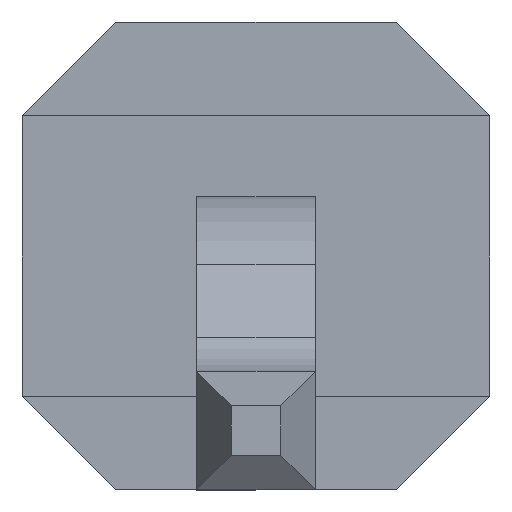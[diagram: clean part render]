
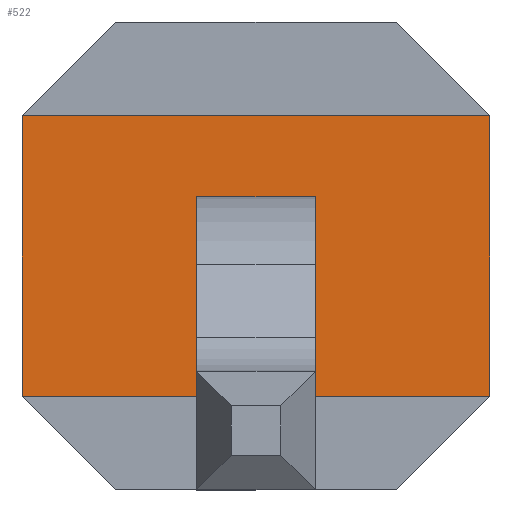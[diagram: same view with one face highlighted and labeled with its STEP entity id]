
A CAD part, left-side view. The second image highlights one B-rep face of the part: STEP entity #522.
In plain terms, the highlighted planar face has unit normal (-1, 0, 0).
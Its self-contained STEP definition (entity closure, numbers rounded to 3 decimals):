
#109 = VERTEX_POINT('',#110);
#110 = CARTESIAN_POINT('',(2.711,-1.25,2.));
#155 = VERTEX_POINT('',#156);
#156 = CARTESIAN_POINT('',(2.711,1.25,2.));
#285 = EDGE_CURVE('',#155,#109,#286,.T.);
#286 = LINE('',#287,#288);
#287 = CARTESIAN_POINT('',(2.711,1.3,2.));
#288 = VECTOR('',#289,1.);
#289 = DIRECTION('',(0.,-1.,0.));
#301 = EDGE_CURVE('',#302,#109,#304,.T.);
#302 = VERTEX_POINT('',#303);
#303 = CARTESIAN_POINT('',(2.711,-1.25,0.5));
#304 = LINE('',#305,#306);
#305 = CARTESIAN_POINT('',(2.711,-1.25,0.875));
#306 = VECTOR('',#307,1.);
#307 = DIRECTION('',(0.,0.,1.));
#325 = EDGE_CURVE('',#155,#326,#328,.T.);
#326 = VERTEX_POINT('',#327);
#327 = CARTESIAN_POINT('',(2.711,1.25,0.5));
#328 = LINE('',#329,#330);
#329 = CARTESIAN_POINT('',(2.711,1.25,1.625));
#330 = VECTOR('',#331,1.);
#331 = DIRECTION('',(0.,0.,-1.));
#430 = EDGE_CURVE('',#431,#433,#435,.T.);
#431 = VERTEX_POINT('',#432);
#432 = CARTESIAN_POINT('',(2.711,-0.318,0.933));
#433 = VERTEX_POINT('',#434);
#434 = CARTESIAN_POINT('',(2.711,0.318,0.933));
#435 = LINE('',#436,#437);
#436 = CARTESIAN_POINT('',(2.711,-0.159,0.933));
#437 = VECTOR('',#438,1.);
#438 = DIRECTION('',(0.,1.,0.));
#461 = EDGE_CURVE('',#433,#462,#464,.T.);
#462 = VERTEX_POINT('',#463);
#463 = CARTESIAN_POINT('',(2.711,0.318,1.568));
#464 = LINE('',#465,#466);
#465 = CARTESIAN_POINT('',(2.711,0.318,1.091));
#466 = VECTOR('',#467,1.);
#467 = DIRECTION('',(0.,0.,1.));
#485 = EDGE_CURVE('',#462,#486,#488,.T.);
#486 = VERTEX_POINT('',#487);
#487 = CARTESIAN_POINT('',(2.711,-0.318,1.568));
#488 = LINE('',#489,#490);
#489 = CARTESIAN_POINT('',(2.711,0.159,1.568));
#490 = VECTOR('',#491,1.);
#491 = DIRECTION('',(0.,-1.,0.));
#509 = EDGE_CURVE('',#486,#431,#510,.T.);
#510 = LINE('',#511,#512);
#511 = CARTESIAN_POINT('',(2.711,-0.318,1.409));
#512 = VECTOR('',#513,1.);
#513 = DIRECTION('',(0.,0.,-1.));
#522 = ADVANCED_FACE('',(#523,#534),#540,.F.);
#523 = FACE_BOUND('',#524,.F.);
#524 = EDGE_LOOP('',(#525,#526,#527,#528));
#525 = ORIENTED_EDGE('',*,*,#325,.F.);
#526 = ORIENTED_EDGE('',*,*,#285,.T.);
#527 = ORIENTED_EDGE('',*,*,#301,.F.);
#528 = ORIENTED_EDGE('',*,*,#529,.T.);
#529 = EDGE_CURVE('',#302,#326,#530,.T.);
#530 = LINE('',#531,#532);
#531 = CARTESIAN_POINT('',(2.711,-1.3,0.5));
#532 = VECTOR('',#533,1.);
#533 = DIRECTION('',(0.,1.,0.));
#534 = FACE_BOUND('',#535,.F.);
#535 = EDGE_LOOP('',(#536,#537,#538,#539));
#536 = ORIENTED_EDGE('',*,*,#430,.F.);
#537 = ORIENTED_EDGE('',*,*,#509,.F.);
#538 = ORIENTED_EDGE('',*,*,#485,.F.);
#539 = ORIENTED_EDGE('',*,*,#461,.F.);
#540 = PLANE('',#541);
#541 = AXIS2_PLACEMENT_3D('',#542,#543,#544);
#542 = CARTESIAN_POINT('',(2.711,0.,1.25));
#543 = DIRECTION('',(1.,0.,0.));
#544 = DIRECTION('',(0.,0.,1.));
